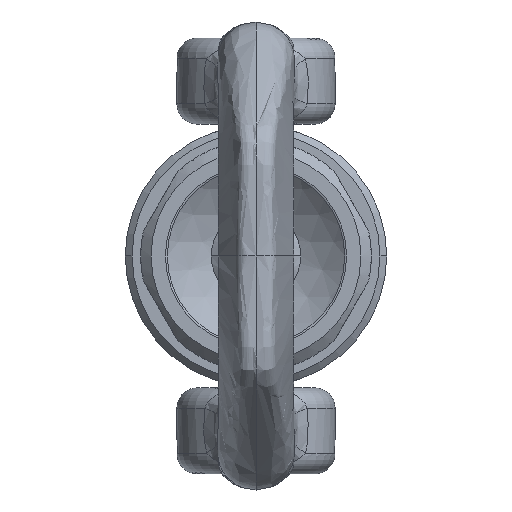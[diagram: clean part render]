
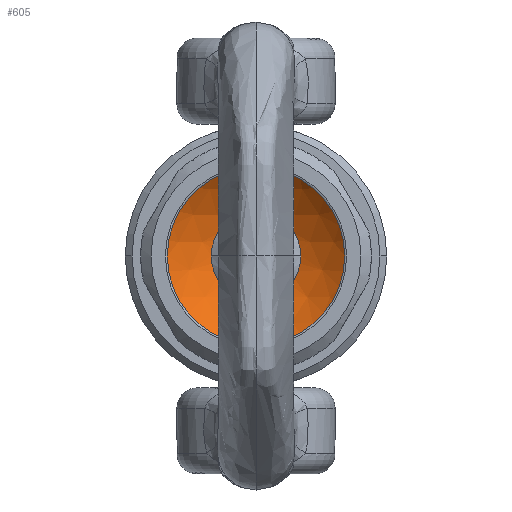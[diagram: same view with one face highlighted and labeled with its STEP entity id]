
A CAD part, left-side view. The second image highlights one B-rep face of the part: STEP entity #605.
In plain terms, the highlighted spherical face has radius 18.5 mm.
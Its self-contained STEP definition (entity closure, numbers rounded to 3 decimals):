
#605=ADVANCED_FACE('',(#1341,#1342),#1343,.F.);
#1341=FACE_OUTER_BOUND('',#13551,.T.);
#1342=FACE_BOUND('',#13552,.T.);
#1343=SPHERICAL_SURFACE('',#13553,18.5);
#13551=EDGE_LOOP('',(#15379,#15380,#15381));
#13552=EDGE_LOOP('',(#15382,#15383,#15384));
#13553=AXIS2_PLACEMENT_3D('',#15385,#15386,#15387);
#15379=ORIENTED_EDGE('',*,*,#16973,.T.);
#15380=ORIENTED_EDGE('',*,*,#17009,.T.);
#15381=ORIENTED_EDGE('',*,*,#16974,.T.);
#15382=ORIENTED_EDGE('',*,*,#16998,.F.);
#15383=ORIENTED_EDGE('',*,*,#16997,.F.);
#15384=ORIENTED_EDGE('',*,*,#16992,.F.);
#15385=CARTESIAN_POINT('',(-13.162,0.0,0.0));
#15386=DIRECTION('',(0.0,0.0,-1.0));
#15387=DIRECTION('',(0.0,1.0,0.0));
#16973=EDGE_CURVE('',#18295,#18293,#18296,.T.);
#16974=EDGE_CURVE('',#18289,#18295,#18297,.T.);
#16992=EDGE_CURVE('',#18325,#18327,#18328,.T.);
#16997=EDGE_CURVE('',#18327,#18334,#18335,.T.);
#16998=EDGE_CURVE('',#18334,#18325,#18336,.T.);
#17009=EDGE_CURVE('',#18293,#18289,#18349,.T.);
#18289=VERTEX_POINT('',#28700);
#18293=VERTEX_POINT('',#28704);
#18295=VERTEX_POINT('',#28706);
#18296=CIRCLE('',#28707,12.885);
#18297=CIRCLE('',#28708,12.885);
#18325=VERTEX_POINT('',#28740);
#18327=VERTEX_POINT('',#28743);
#18328=CIRCLE('',#28744,6.5);
#18334=VERTEX_POINT('',#28751);
#18335=CIRCLE('',#28752,6.5);
#18336=CIRCLE('',#28753,6.5);
#18349=CIRCLE('',#28767,12.885);
#28700=CARTESIAN_POINT('',(0.113,0.,12.885));
#28704=CARTESIAN_POINT('',(0.113,0.,-12.885));
#28706=CARTESIAN_POINT('',(0.113,12.885,0.0));
#28707=AXIS2_PLACEMENT_3D('',#30555,#30556,#30557);
#28708=AXIS2_PLACEMENT_3D('',#30558,#30559,#30560);
#28740=CARTESIAN_POINT('',(4.158,0.,6.5));
#28743=CARTESIAN_POINT('',(4.158,0.,-6.5));
#28744=AXIS2_PLACEMENT_3D('',#30590,#30591,#30592);
#28751=CARTESIAN_POINT('',(4.158,-6.5,0.));
#28752=AXIS2_PLACEMENT_3D('',#30600,#30601,#30602);
#28753=AXIS2_PLACEMENT_3D('',#30603,#30604,#30605);
#28767=AXIS2_PLACEMENT_3D('',#30619,#30620,#30621);
#30555=CARTESIAN_POINT('',(0.113,0.0,0.0));
#30556=DIRECTION('',(-1.0,0.0,0.0));
#30557=DIRECTION('',(0.0,0.0,1.0));
#30558=CARTESIAN_POINT('',(0.113,0.0,0.0));
#30559=DIRECTION('',(-1.0,0.0,0.0));
#30560=DIRECTION('',(0.0,0.0,1.0));
#30590=CARTESIAN_POINT('',(4.158,0.,0.));
#30591=DIRECTION('',(-1.0,0.,0.));
#30592=DIRECTION('',(0.,-1.0,0.));
#30600=CARTESIAN_POINT('',(4.158,0.,0.));
#30601=DIRECTION('',(-1.0,0.,0.));
#30602=DIRECTION('',(0.,-1.0,0.));
#30603=CARTESIAN_POINT('',(4.158,0.,0.));
#30604=DIRECTION('',(-1.0,0.,0.));
#30605=DIRECTION('',(0.,-1.0,0.));
#30619=CARTESIAN_POINT('',(0.113,0.0,0.0));
#30620=DIRECTION('',(-1.0,0.0,0.0));
#30621=DIRECTION('',(0.0,0.0,1.0));
